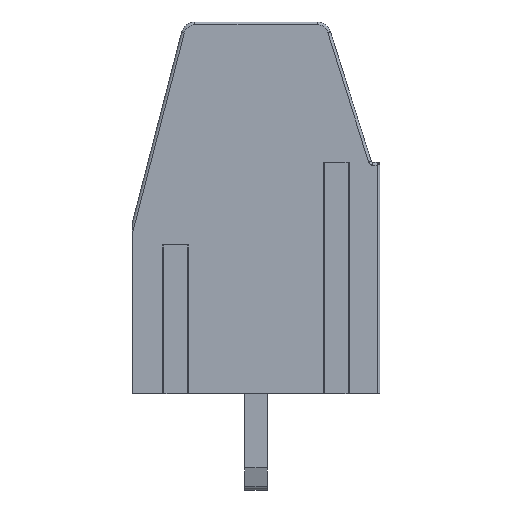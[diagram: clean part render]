
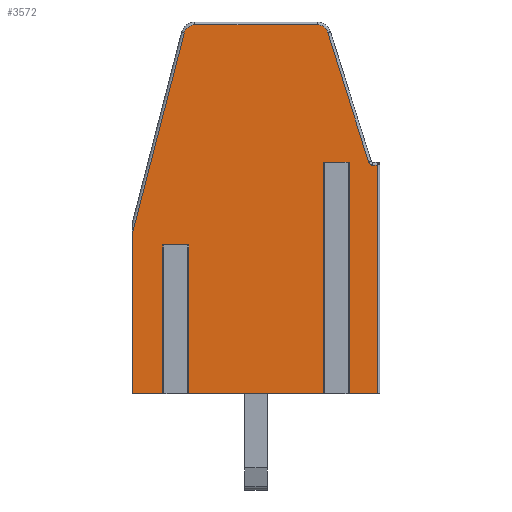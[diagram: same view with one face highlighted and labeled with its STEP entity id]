
A CAD part, left-side view. The second image highlights one B-rep face of the part: STEP entity #3572.
In plain terms, the highlighted planar face has unit normal (-1, 0, 0).
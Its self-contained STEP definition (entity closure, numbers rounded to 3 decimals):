
#147=LINE('',#4813,#398);
#153=LINE('',#4839,#404);
#199=LINE('',#4968,#450);
#202=LINE('',#4978,#453);
#212=LINE('',#5006,#463);
#213=LINE('',#5008,#464);
#223=LINE('',#5036,#474);
#224=LINE('',#5038,#475);
#225=LINE('',#5040,#476);
#226=LINE('',#5042,#477);
#227=LINE('',#5046,#478);
#228=LINE('',#5050,#479);
#229=LINE('',#5054,#480);
#230=LINE('',#5055,#481);
#231=LINE('',#5056,#482);
#398=VECTOR('',#4043,1000.);
#404=VECTOR('',#4063,1000.);
#450=VECTOR('',#4185,1000.);
#453=VECTOR('',#4194,1000.);
#463=VECTOR('',#4224,1000.);
#464=VECTOR('',#4227,1000.);
#474=VECTOR('',#4257,1000.);
#475=VECTOR('',#4260,1000.);
#476=VECTOR('',#4261,1000.);
#477=VECTOR('',#4262,1000.);
#478=VECTOR('',#4265,1000.);
#479=VECTOR('',#4268,1000.);
#480=VECTOR('',#4271,1000.);
#481=VECTOR('',#4272,1000.);
#482=VECTOR('',#4273,1000.);
#863=ORIENTED_EDGE('',*,*,#1493,.T.);
#864=ORIENTED_EDGE('',*,*,#1494,.T.);
#865=ORIENTED_EDGE('',*,*,#1495,.T.);
#866=ORIENTED_EDGE('',*,*,#1496,.T.);
#867=ORIENTED_EDGE('',*,*,#1497,.T.);
#868=ORIENTED_EDGE('',*,*,#1498,.T.);
#869=ORIENTED_EDGE('',*,*,#1499,.T.);
#870=ORIENTED_EDGE('',*,*,#1500,.T.);
#871=ORIENTED_EDGE('',*,*,#1501,.T.);
#872=ORIENTED_EDGE('',*,*,#1458,.T.);
#873=ORIENTED_EDGE('',*,*,#1502,.T.);
#874=ORIENTED_EDGE('',*,*,#1463,.T.);
#875=ORIENTED_EDGE('',*,*,#1383,.F.);
#876=ORIENTED_EDGE('',*,*,#1477,.T.);
#877=ORIENTED_EDGE('',*,*,#1503,.T.);
#878=ORIENTED_EDGE('',*,*,#1478,.T.);
#879=ORIENTED_EDGE('',*,*,#1395,.F.);
#880=ORIENTED_EDGE('',*,*,#1492,.T.);
#1383=EDGE_CURVE('',#1730,#1731,#147,.T.);
#1395=EDGE_CURVE('',#1742,#1743,#153,.T.);
#1458=EDGE_CURVE('',#1788,#1789,#199,.T.);
#1463=EDGE_CURVE('',#1792,#1731,#202,.F.);
#1477=EDGE_CURVE('',#1730,#1799,#212,.T.);
#1478=EDGE_CURVE('',#1800,#1743,#213,.F.);
#1492=EDGE_CURVE('',#1742,#1807,#223,.T.);
#1493=EDGE_CURVE('',#1807,#1808,#224,.T.);
#1494=EDGE_CURVE('',#1808,#1809,#225,.T.);
#1495=EDGE_CURVE('',#1809,#1810,#226,.T.);
#1496=EDGE_CURVE('',#1810,#1811,#1959,.F.);
#1497=EDGE_CURVE('',#1811,#1812,#227,.T.);
#1498=EDGE_CURVE('',#1812,#1813,#1960,.T.);
#1499=EDGE_CURVE('',#1813,#1814,#228,.T.);
#1500=EDGE_CURVE('',#1814,#1815,#1961,.T.);
#1501=EDGE_CURVE('',#1815,#1788,#229,.T.);
#1502=EDGE_CURVE('',#1789,#1792,#230,.T.);
#1503=EDGE_CURVE('',#1799,#1800,#231,.T.);
#1730=VERTEX_POINT('',#4814);
#1731=VERTEX_POINT('',#4815);
#1742=VERTEX_POINT('',#4838);
#1743=VERTEX_POINT('',#4840);
#1788=VERTEX_POINT('',#4969);
#1789=VERTEX_POINT('',#4970);
#1792=VERTEX_POINT('',#4979);
#1799=VERTEX_POINT('',#5005);
#1800=VERTEX_POINT('',#5009);
#1807=VERTEX_POINT('',#5035);
#1808=VERTEX_POINT('',#5039);
#1809=VERTEX_POINT('',#5041);
#1810=VERTEX_POINT('',#5043);
#1811=VERTEX_POINT('',#5045);
#1812=VERTEX_POINT('',#5047);
#1813=VERTEX_POINT('',#5049);
#1814=VERTEX_POINT('',#5051);
#1815=VERTEX_POINT('',#5053);
#1959=CIRCLE('',#3769,0.15);
#1960=CIRCLE('',#3770,0.4);
#1961=CIRCLE('',#3771,0.4);
#2086=EDGE_LOOP('',(#863,#864,#865,#866,#867,#868,#869,#870,#871,#872,#873,
#874,#875,#876,#877,#878,#879,#880));
#2259=FACE_BOUND('',#2086,.T.);
#2413=PLANE('',#3768);
#3572=ADVANCED_FACE('',(#2259),#2413,.T.);
#3768=AXIS2_PLACEMENT_3D('',#5037,#4258,#4259);
#3769=AXIS2_PLACEMENT_3D('',#5044,#4263,#4264);
#3770=AXIS2_PLACEMENT_3D('',#5048,#4266,#4267);
#3771=AXIS2_PLACEMENT_3D('',#5052,#4269,#4270);
#4043=DIRECTION('',(0.,1.,0.));
#4063=DIRECTION('',(0.,1.,0.));
#4185=DIRECTION('',(0.,0.,-1.));
#4194=DIRECTION('',(0.,0.,-1.));
#4224=DIRECTION('',(0.,0.,-1.));
#4227=DIRECTION('',(0.,0.,-1.));
#4257=DIRECTION('',(0.,0.,-1.));
#4258=DIRECTION('',(-1.,0.,0.));
#4259=DIRECTION('',(0.,0.,1.));
#4260=DIRECTION('',(0.,-1.,0.));
#4261=DIRECTION('',(0.,0.,1.));
#4262=DIRECTION('',(0.,1.,0.));
#4263=DIRECTION('',(-1.,0.,0.));
#4264=DIRECTION('',(0.,0.,1.));
#4265=DIRECTION('',(0.,0.301,0.954));
#4266=DIRECTION('',(-1.,0.,0.));
#4267=DIRECTION('',(0.,0.,1.));
#4268=DIRECTION('',(0.,1.,0.));
#4269=DIRECTION('',(-1.,0.,0.));
#4270=DIRECTION('',(0.,0.,1.));
#4271=DIRECTION('',(0.,0.25,-0.968));
#4272=DIRECTION('',(0.,-1.,0.));
#4273=DIRECTION('',(0.,-1.,0.));
#4813=CARTESIAN_POINT('',(-10.16,3.199,-1.35));
#4814=CARTESIAN_POINT('',(-10.16,2.562,-1.35));
#4815=CARTESIAN_POINT('',(-10.16,3.273,-1.35));
#4838=CARTESIAN_POINT('',(-10.16,-3.273,1.65));
#4839=CARTESIAN_POINT('',(-10.16,-2.917,1.65));
#4840=CARTESIAN_POINT('',(-10.16,-2.562,1.65));
#4968=CARTESIAN_POINT('',(-10.16,4.5,-6.75));
#4969=CARTESIAN_POINT('',(-10.16,4.5,-0.965));
#4970=CARTESIAN_POINT('',(-10.16,4.5,-6.75));
#4978=CARTESIAN_POINT('',(-10.16,3.273,6.25));
#4979=CARTESIAN_POINT('',(-10.16,3.273,-6.75));
#5005=CARTESIAN_POINT('',(-10.16,2.562,-6.75));
#5006=CARTESIAN_POINT('',(-10.16,2.562,6.25));
#5008=CARTESIAN_POINT('',(-10.16,-2.562,6.25));
#5009=CARTESIAN_POINT('',(-10.16,-2.562,-6.75));
#5035=CARTESIAN_POINT('',(-10.16,-3.273,-6.75));
#5036=CARTESIAN_POINT('',(-10.16,-3.273,6.25));
#5037=CARTESIAN_POINT('',(-10.16,2.221,6.25));
#5038=CARTESIAN_POINT('',(-10.16,-4.5,-6.75));
#5039=CARTESIAN_POINT('',(-10.16,-4.4,-6.75));
#5040=CARTESIAN_POINT('',(-10.16,-4.4,1.6));
#5041=CARTESIAN_POINT('',(-10.16,-4.4,1.55));
#5042=CARTESIAN_POINT('',(-10.16,-4.237,1.55));
#5043=CARTESIAN_POINT('',(-10.16,-4.237,1.55));
#5044=CARTESIAN_POINT('',(-10.16,-4.237,1.7));
#5045=CARTESIAN_POINT('',(-10.16,-4.094,1.655));
#5046=CARTESIAN_POINT('',(-10.16,-2.607,6.37));
#5047=CARTESIAN_POINT('',(-10.16,-2.607,6.37));
#5048=CARTESIAN_POINT('',(-10.16,-2.225,6.25));
#5049=CARTESIAN_POINT('',(-10.16,-2.225,6.65));
#5050=CARTESIAN_POINT('',(-10.16,2.221,6.65));
#5051=CARTESIAN_POINT('',(-10.16,2.221,6.65));
#5052=CARTESIAN_POINT('',(-10.16,2.221,6.25));
#5053=CARTESIAN_POINT('',(-10.16,2.608,6.35));
#5054=CARTESIAN_POINT('',(-10.16,4.403,-0.591));
#5055=CARTESIAN_POINT('',(-10.16,-4.5,-6.75));
#5056=CARTESIAN_POINT('',(-10.16,-4.5,-6.75));
